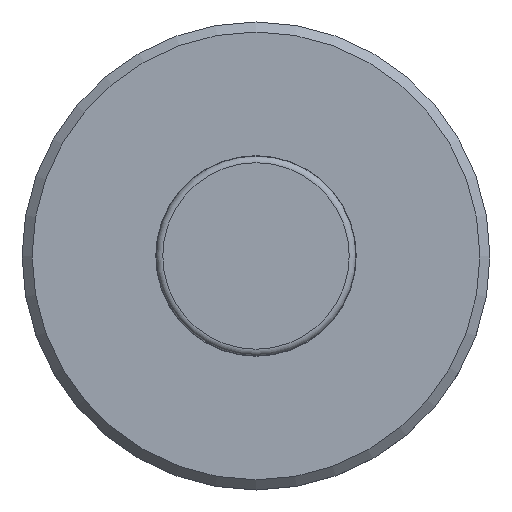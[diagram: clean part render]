
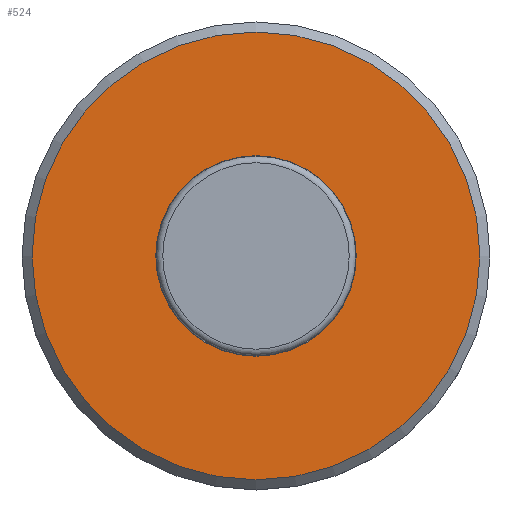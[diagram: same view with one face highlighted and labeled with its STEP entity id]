
A CAD part, top view. The second image highlights one B-rep face of the part: STEP entity #524.
In plain terms, the highlighted planar face has unit normal (0, 0, 1).
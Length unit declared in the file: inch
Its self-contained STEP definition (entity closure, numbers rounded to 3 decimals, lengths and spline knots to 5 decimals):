
#493=CARTESIAN_POINT('',(0.13189,0.,0.62598));
#494=VERTEX_POINT('',#493);
#495=CARTESIAN_POINT('',(0.0,0.0,0.62598));
#496=DIRECTION('',(0.0,0.0,-1.0));
#497=DIRECTION('',(-1.0,0.0,0.0));
#498=AXIS2_PLACEMENT_3D('',#495,#496,#497);
#499=CIRCLE('',#498,0.13189);
#500=EDGE_CURVE('',#494,#494,#499,.T.);
#505=CARTESIAN_POINT('',(0.14508,-0.14508,0.62598));
#506=DIRECTION('',(0.0,0.0,1.0));
#507=DIRECTION('',(1.0,0.0,0.0));
#508=AXIS2_PLACEMENT_3D('',#505,#506,#507);
#509=PLANE('',#508);
#510=ORIENTED_EDGE('',*,*,#500,.F.);
#511=EDGE_LOOP('',(#510));
#512=FACE_OUTER_BOUND('',#511,.T.);
#513=CARTESIAN_POINT('',(0.05906,0.,0.62598));
#514=VERTEX_POINT('',#513);
#515=CARTESIAN_POINT('',(0.0,0.0,0.62598));
#516=DIRECTION('',(0.0,0.0,1.0));
#517=DIRECTION('',(1.0,0.0,0.0));
#518=AXIS2_PLACEMENT_3D('',#515,#516,#517);
#519=CIRCLE('',#518,0.05906);
#520=EDGE_CURVE('',#514,#514,#519,.T.);
#521=ORIENTED_EDGE('',*,*,#520,.F.);
#522=EDGE_LOOP('',(#521));
#523=FACE_BOUND('',#522,.T.);
#524=ADVANCED_FACE('',(#512,#523),#509,.T.);
